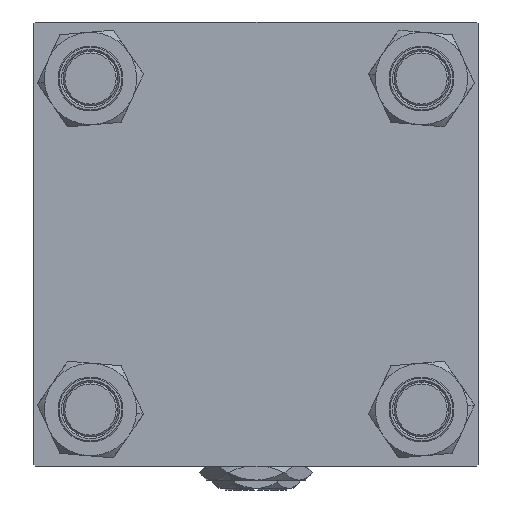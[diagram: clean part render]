
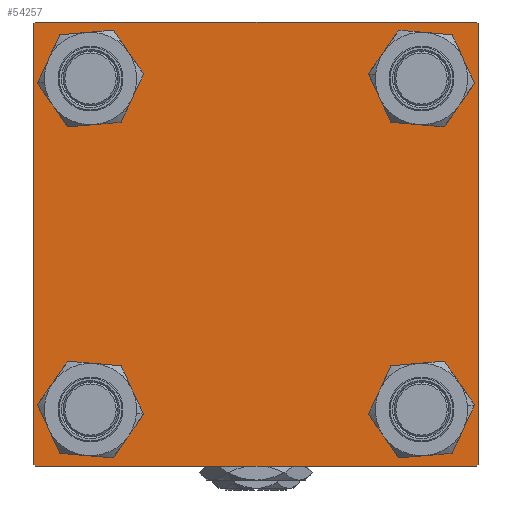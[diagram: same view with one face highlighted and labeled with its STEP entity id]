
A CAD part, left-side view. The second image highlights one B-rep face of the part: STEP entity #54257.
In plain terms, the highlighted planar face has unit normal (-1, 0, 0).
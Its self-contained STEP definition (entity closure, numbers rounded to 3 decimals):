
#959 = VERTEX_POINT ( 'NONE', #27442 ) ;
#1519 = PLANE ( 'NONE',  #12110 ) ;
#1921 = DIRECTION ( 'NONE',  ( 0., 0., -1. ) ) ;
#2156 = CARTESIAN_POINT ( 'NONE',  ( 0., 48.45, -48.45 ) ) ;
#2627 = EDGE_LOOP ( 'NONE', ( #53346, #22061 ) ) ;
#2697 = DIRECTION ( 'NONE',  ( 0., -0.707, -0.707 ) ) ;
#2910 = FACE_OUTER_BOUND ( 'NONE', #23473, .T. ) ;
#3644 = VERTEX_POINT ( 'NONE', #50723 ) ;
#4536 = DIRECTION ( 'NONE',  ( 0., 0., 1. ) ) ;
#4735 = EDGE_CURVE ( 'NONE', #20895, #20781, #12621, .T. ) ;
#5870 = CARTESIAN_POINT ( 'NONE',  ( 0., -48.45, -48.45 ) ) ;
#6975 = AXIS2_PLACEMENT_3D ( 'NONE', #33379, #14810, #9440 ) ;
#7035 = EDGE_CURVE ( 'NONE', #55246, #11262, #18384, .T. ) ;
#7094 = FACE_BOUND ( 'NONE', #51821, .T. ) ;
#7243 = AXIS2_PLACEMENT_3D ( 'NONE', #12066, #37204, #13829 ) ;
#7378 = CARTESIAN_POINT ( 'NONE',  ( 0., -64.75, -64.75 ) ) ;
#7461 = ORIENTED_EDGE ( 'NONE', *, *, #14591, .T. ) ;
#7843 = CARTESIAN_POINT ( 'NONE',  ( 0., -48.45, -48.45 ) ) ;
#8088 = CARTESIAN_POINT ( 'NONE',  ( 0., 48.45, 48.45 ) ) ;
#8579 = VERTEX_POINT ( 'NONE', #16811 ) ;
#9120 = CARTESIAN_POINT ( 'NONE',  ( 0., -48.45, -56.95 ) ) ;
#9440 = DIRECTION ( 'NONE',  ( 0., 0., 1. ) ) ;
#11262 = VERTEX_POINT ( 'NONE', #9120 ) ;
#11529 = VERTEX_POINT ( 'NONE', #23428 ) ;
#12066 = CARTESIAN_POINT ( 'NONE',  ( 0., -48.45, 48.45 ) ) ;
#12110 = AXIS2_PLACEMENT_3D ( 'NONE', #21161, #37439, #48121 ) ;
#12573 = DIRECTION ( 'NONE',  ( 0., 0., 1. ) ) ;
#12621 = CIRCLE ( 'NONE', #42285, 8.5 ) ;
#12876 = VECTOR ( 'NONE', #1921, 1000. ) ;
#13285 = EDGE_CURVE ( 'NONE', #47076, #55756, #23272, .T. ) ;
#13350 = CARTESIAN_POINT ( 'NONE',  ( 0., -65., -64.5 ) ) ;
#13381 = CARTESIAN_POINT ( 'NONE',  ( 0., 65., 64.5 ) ) ;
#13829 = DIRECTION ( 'NONE',  ( 0., 0., 1. ) ) ;
#13838 = CARTESIAN_POINT ( 'NONE',  ( 0., 65., -65. ) ) ;
#14551 = DIRECTION ( 'NONE',  ( 0., 0., -1. ) ) ;
#14591 = EDGE_CURVE ( 'NONE', #3644, #32458, #25229, .T. ) ;
#14659 = VECTOR ( 'NONE', #33914, 1000. ) ;
#14810 = DIRECTION ( 'NONE',  ( 1., 0., 0. ) ) ;
#15128 = VERTEX_POINT ( 'NONE', #54411 ) ;
#15768 = AXIS2_PLACEMENT_3D ( 'NONE', #8088, #39848, #12573 ) ;
#15842 = CARTESIAN_POINT ( 'NONE',  ( 0., 64.75, -64.75 ) ) ;
#16026 = CIRCLE ( 'NONE', #54266, 8.5 ) ;
#16141 = LINE ( 'NONE', #15842, #34739 ) ;
#16811 = CARTESIAN_POINT ( 'NONE',  ( 0., -64.5, 65. ) ) ;
#16874 = CARTESIAN_POINT ( 'NONE',  ( 0., 48.45, 48.45 ) ) ;
#18384 = CIRCLE ( 'NONE', #41375, 8.5 ) ;
#19160 = FACE_BOUND ( 'NONE', #2627, .T. ) ;
#19431 = VECTOR ( 'NONE', #39959, 1000. ) ;
#20266 = EDGE_CURVE ( 'NONE', #28990, #8579, #48631, .T. ) ;
#20721 = CARTESIAN_POINT ( 'NONE',  ( 0., 64.75, 64.75 ) ) ;
#20781 = VERTEX_POINT ( 'NONE', #28477 ) ;
#20895 = VERTEX_POINT ( 'NONE', #48787 ) ;
#20910 = EDGE_CURVE ( 'NONE', #959, #42271, #16141, .T. ) ;
#21151 = DIRECTION ( 'NONE',  ( 0., -0.707, 0.707 ) ) ;
#21161 = CARTESIAN_POINT ( 'NONE',  ( 0., 0., 0. ) ) ;
#21457 = CARTESIAN_POINT ( 'NONE',  ( 0., 64.5, -65. ) ) ;
#21931 = ORIENTED_EDGE ( 'NONE', *, *, #25556, .T. ) ;
#21949 = DIRECTION ( 'NONE',  ( 1., 0., 0. ) ) ;
#22061 = ORIENTED_EDGE ( 'NONE', *, *, #31145, .T. ) ;
#23139 = LINE ( 'NONE', #13838, #43032 ) ;
#23181 = ORIENTED_EDGE ( 'NONE', *, *, #47459, .T. ) ;
#23272 = CIRCLE ( 'NONE', #6975, 8.5 ) ;
#23428 = CARTESIAN_POINT ( 'NONE',  ( 0., 48.45, 39.95 ) ) ;
#23473 = EDGE_LOOP ( 'NONE', ( #21931, #38000, #23181, #27882, #46874, #26842, #29674, #7461 ) ) ;
#24653 = CARTESIAN_POINT ( 'NONE',  ( 0., -48.45, 56.95 ) ) ;
#25229 = LINE ( 'NONE', #20721, #14659 ) ;
#25556 = EDGE_CURVE ( 'NONE', #32458, #959, #51605, .T. ) ;
#25792 = DIRECTION ( 'NONE',  ( 1., 0., 0. ) ) ;
#26124 = DIRECTION ( 'NONE',  ( 1., 0., 0. ) ) ;
#26187 = DIRECTION ( 'NONE',  ( 0., 0., 1. ) ) ;
#26277 = CIRCLE ( 'NONE', #27203, 8.5 ) ;
#26842 = ORIENTED_EDGE ( 'NONE', *, *, #20266, .T. ) ;
#27203 = AXIS2_PLACEMENT_3D ( 'NONE', #2156, #25792, #47376 ) ;
#27442 = CARTESIAN_POINT ( 'NONE',  ( 0., 65., -64.5 ) ) ;
#27882 = ORIENTED_EDGE ( 'NONE', *, *, #45566, .T. ) ;
#28477 = CARTESIAN_POINT ( 'NONE',  ( 0., 48.45, -56.95 ) ) ;
#28674 = EDGE_LOOP ( 'NONE', ( #31210, #52894 ) ) ;
#28761 = FACE_BOUND ( 'NONE', #57087, .T. ) ;
#28990 = VERTEX_POINT ( 'NONE', #35724 ) ;
#29117 = EDGE_CURVE ( 'NONE', #20781, #20895, #26277, .T. ) ;
#29674 = ORIENTED_EDGE ( 'NONE', *, *, #45551, .F. ) ;
#29959 = ORIENTED_EDGE ( 'NONE', *, *, #29117, .T. ) ;
#31145 = EDGE_CURVE ( 'NONE', #11529, #40944, #44494, .T. ) ;
#31210 = ORIENTED_EDGE ( 'NONE', *, *, #7035, .T. ) ;
#31260 = DIRECTION ( 'NONE',  ( 1., 0., 0. ) ) ;
#31425 = VECTOR ( 'NONE', #21151, 1000. ) ;
#31528 = DIRECTION ( 'NONE',  ( 0., -1., 0. ) ) ;
#32458 = VERTEX_POINT ( 'NONE', #13381 ) ;
#33246 = FACE_BOUND ( 'NONE', #28674, .T. ) ;
#33379 = CARTESIAN_POINT ( 'NONE',  ( 0., -48.45, 48.45 ) ) ;
#33479 = AXIS2_PLACEMENT_3D ( 'NONE', #16874, #31260, #26187 ) ;
#33914 = DIRECTION ( 'NONE',  ( 0., 0.707, -0.707 ) ) ;
#34739 = VECTOR ( 'NONE', #2697, 1000. ) ;
#35724 = CARTESIAN_POINT ( 'NONE',  ( 0., -65., 64.5 ) ) ;
#35811 = LINE ( 'NONE', #7378, #31425 ) ;
#37204 = DIRECTION ( 'NONE',  ( 1., 0., 0. ) ) ;
#37439 = DIRECTION ( 'NONE',  ( -1., 0., 0. ) ) ;
#38000 = ORIENTED_EDGE ( 'NONE', *, *, #20910, .T. ) ;
#38074 = EDGE_CURVE ( 'NONE', #11262, #55246, #16026, .T. ) ;
#38787 = DIRECTION ( 'NONE',  ( 1., 0., 0. ) ) ;
#38815 = EDGE_CURVE ( 'NONE', #28990, #42948, #55555, .T. ) ;
#39848 = DIRECTION ( 'NONE',  ( 1., 0., 0. ) ) ;
#39861 = ORIENTED_EDGE ( 'NONE', *, *, #13285, .T. ) ;
#39959 = DIRECTION ( 'NONE',  ( 0., 0.707, 0.707 ) ) ;
#40231 = DIRECTION ( 'NONE',  ( 0., 0., 1. ) ) ;
#40944 = VERTEX_POINT ( 'NONE', #43527 ) ;
#41375 = AXIS2_PLACEMENT_3D ( 'NONE', #5870, #38787, #43292 ) ;
#42271 = VERTEX_POINT ( 'NONE', #21457 ) ;
#42285 = AXIS2_PLACEMENT_3D ( 'NONE', #43845, #21949, #40231 ) ;
#42665 = CARTESIAN_POINT ( 'NONE',  ( 0., 65., 65. ) ) ;
#42948 = VERTEX_POINT ( 'NONE', #13350 ) ;
#43032 = VECTOR ( 'NONE', #31528, 1000. ) ;
#43292 = DIRECTION ( 'NONE',  ( 0., 0., 1. ) ) ;
#43527 = CARTESIAN_POINT ( 'NONE',  ( 0., 48.45, 56.95 ) ) ;
#43809 = VECTOR ( 'NONE', #14551, 1000. ) ;
#43845 = CARTESIAN_POINT ( 'NONE',  ( 0., 48.45, -48.45 ) ) ;
#43932 = CARTESIAN_POINT ( 'NONE',  ( 0., 65., 65. ) ) ;
#44008 = CIRCLE ( 'NONE', #33479, 8.5 ) ;
#44494 = CIRCLE ( 'NONE', #15768, 8.5 ) ;
#45551 = EDGE_CURVE ( 'NONE', #3644, #8579, #53164, .T. ) ;
#45566 = EDGE_CURVE ( 'NONE', #15128, #42948, #35811, .T. ) ;
#46874 = ORIENTED_EDGE ( 'NONE', *, *, #38815, .F. ) ;
#47076 = VERTEX_POINT ( 'NONE', #24653 ) ;
#47376 = DIRECTION ( 'NONE',  ( 0., 0., 1. ) ) ;
#47459 = EDGE_CURVE ( 'NONE', #42271, #15128, #23139, .T. ) ;
#48121 = DIRECTION ( 'NONE',  ( 0., 0., 1. ) ) ;
#48631 = LINE ( 'NONE', #52809, #19431 ) ;
#48787 = CARTESIAN_POINT ( 'NONE',  ( 0., 48.45, -39.95 ) ) ;
#49295 = EDGE_CURVE ( 'NONE', #40944, #11529, #44008, .T. ) ;
#50179 = CARTESIAN_POINT ( 'NONE',  ( 0., -65., 65. ) ) ;
#50723 = CARTESIAN_POINT ( 'NONE',  ( 0., 64.5, 65. ) ) ;
#51283 = EDGE_CURVE ( 'NONE', #55756, #47076, #53135, .T. ) ;
#51605 = LINE ( 'NONE', #42665, #12876 ) ;
#51821 = EDGE_LOOP ( 'NONE', ( #52036, #29959 ) ) ;
#52036 = ORIENTED_EDGE ( 'NONE', *, *, #4735, .T. ) ;
#52809 = CARTESIAN_POINT ( 'NONE',  ( 0., -64.75, 64.75 ) ) ;
#52874 = DIRECTION ( 'NONE',  ( 0., -1., 0. ) ) ;
#52894 = ORIENTED_EDGE ( 'NONE', *, *, #38074, .T. ) ;
#53135 = CIRCLE ( 'NONE', #7243, 8.5 ) ;
#53164 = LINE ( 'NONE', #43932, #59127 ) ;
#53346 = ORIENTED_EDGE ( 'NONE', *, *, #49295, .T. ) ;
#53590 = ORIENTED_EDGE ( 'NONE', *, *, #51283, .T. ) ;
#54257 = ADVANCED_FACE ( 'NONE', ( #28761, #33246, #7094, #19160, #2910 ), #1519, .T. ) ;
#54266 = AXIS2_PLACEMENT_3D ( 'NONE', #7843, #26124, #4536 ) ;
#54411 = CARTESIAN_POINT ( 'NONE',  ( 0., -64.5, -65. ) ) ;
#55246 = VERTEX_POINT ( 'NONE', #58623 ) ;
#55555 = LINE ( 'NONE', #50179, #43809 ) ;
#55756 = VERTEX_POINT ( 'NONE', #58515 ) ;
#57087 = EDGE_LOOP ( 'NONE', ( #39861, #53590 ) ) ;
#58515 = CARTESIAN_POINT ( 'NONE',  ( 0., -48.45, 39.95 ) ) ;
#58623 = CARTESIAN_POINT ( 'NONE',  ( 0., -48.45, -39.95 ) ) ;
#59127 = VECTOR ( 'NONE', #52874, 1000. ) ;
